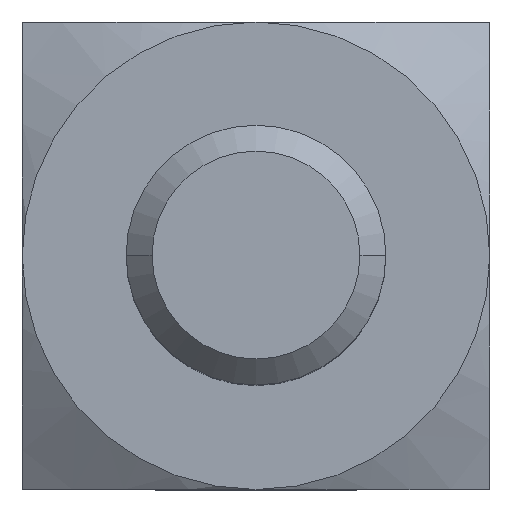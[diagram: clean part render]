
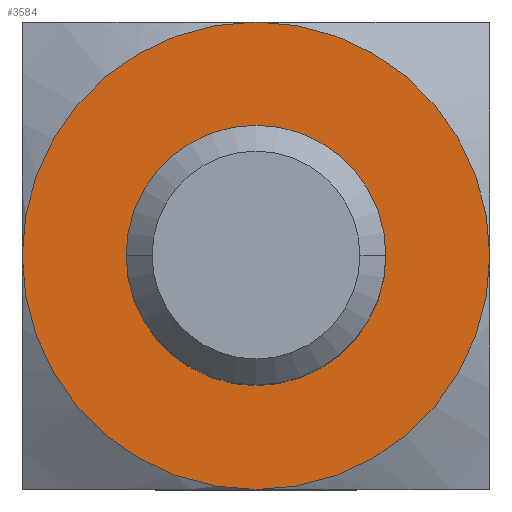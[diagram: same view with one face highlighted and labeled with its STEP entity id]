
A CAD part, top view. The second image highlights one B-rep face of the part: STEP entity #3584.
In plain terms, the highlighted planar face has unit normal (0, 0, 1).
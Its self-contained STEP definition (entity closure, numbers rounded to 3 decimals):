
#183 = CARTESIAN_POINT ( 'NONE',  ( 0., 0., 4.5 ) ) ;
#184 = DIRECTION ( 'NONE',  ( 0., 0., 1. ) ) ;
#185 = DIRECTION ( 'NONE',  ( -1., 0., 0. ) ) ;
#276 = EDGE_LOOP ( 'NONE', ( #3426, #3462, #3424, #3445 ) ) ;
#418 = CARTESIAN_POINT ( 'NONE',  ( 0., 0., 4.5 ) ) ;
#419 = DIRECTION ( 'NONE',  ( 0., 0., 1. ) ) ;
#420 = DIRECTION ( 'NONE',  ( -1., 0., 0. ) ) ;
#423 = CARTESIAN_POINT ( 'NONE',  ( 0., 0., 4.5 ) ) ;
#424 = DIRECTION ( 'NONE',  ( 0., 0., 1. ) ) ;
#425 = DIRECTION ( 'NONE',  ( 1., 0., 0. ) ) ;
#428 = CARTESIAN_POINT ( 'NONE',  ( 0., 0., 4.5 ) ) ;
#429 = DIRECTION ( 'NONE',  ( 0., 0., -1. ) ) ;
#430 = DIRECTION ( 'NONE',  ( -1., 0., 0. ) ) ;
#487 = VERTEX_POINT ( 'NONE', #3140 ) ;
#489 = VERTEX_POINT ( 'NONE', #3142 ) ;
#528 = VERTEX_POINT ( 'NONE', #3181 ) ;
#531 = VERTEX_POINT ( 'NONE', #3184 ) ;
#532 = VERTEX_POINT ( 'NONE', #3185 ) ;
#534 = VERTEX_POINT ( 'NONE', #3187 ) ;
#798 = CARTESIAN_POINT ( 'NONE',  ( -4.5, 4.5, 4.5 ) ) ;
#802 = FACE_OUTER_BOUND ( 'NONE', #276, .T. ) ;
#803 = FACE_BOUND ( 'NONE', #1838, .T. ) ;
#804 = PLANE ( 'NONE',  #1236 ) ;
#806 = DIRECTION ( 'NONE',  ( 0., 0., -1. ) ) ;
#807 = DIRECTION ( 'NONE',  ( -1., 0., 0. ) ) ;
#1130 = CIRCLE ( 'NONE', #1135, 2.5 ) ;
#1135 = AXIS2_PLACEMENT_3D ( 'NONE', #183, #184, #185 ) ;
#1236 = AXIS2_PLACEMENT_3D ( 'NONE', #798, #806, #807 ) ;
#1838 = EDGE_LOOP ( 'NONE', ( #3444, #3446 ) ) ;
#2566 = EDGE_CURVE ( 'NONE', #489, #487, #1130, .T. ) ;
#2764 = CARTESIAN_POINT ( 'NONE',  ( 0., 0., 4.5 ) ) ;
#2765 = DIRECTION ( 'NONE',  ( 0., 0., -1. ) ) ;
#2766 = DIRECTION ( 'NONE',  ( -1., 0., 0. ) ) ;
#2788 = CARTESIAN_POINT ( 'NONE',  ( 0., 0., 4.5 ) ) ;
#2789 = DIRECTION ( 'NONE',  ( 0., 0., -1. ) ) ;
#2790 = DIRECTION ( 'NONE',  ( -1., 0., 0. ) ) ;
#3019 = CIRCLE ( 'NONE', #3042, 4.5 ) ;
#3035 = CIRCLE ( 'NONE', #3037, 2.5 ) ;
#3037 = AXIS2_PLACEMENT_3D ( 'NONE', #418, #419, #420 ) ;
#3038 = CIRCLE ( 'NONE', #3040, 4.5 ) ;
#3040 = AXIS2_PLACEMENT_3D ( 'NONE', #423, #424, #425 ) ;
#3042 = AXIS2_PLACEMENT_3D ( 'NONE', #428, #429, #430 ) ;
#3048 = CIRCLE ( 'NONE', #3051, 4.5 ) ;
#3051 = AXIS2_PLACEMENT_3D ( 'NONE', #2764, #2765, #2766 ) ;
#3056 = CIRCLE ( 'NONE', #3057, 4.5 ) ;
#3057 = AXIS2_PLACEMENT_3D ( 'NONE', #2788, #2789, #2790 ) ;
#3140 = CARTESIAN_POINT ( 'NONE',  ( -2.5, 0., 4.5 ) ) ;
#3142 = CARTESIAN_POINT ( 'NONE',  ( 2.5, 0., 4.5 ) ) ;
#3181 = CARTESIAN_POINT ( 'NONE',  ( -4.5, 0., 4.5 ) ) ;
#3184 = CARTESIAN_POINT ( 'NONE',  ( 0., -4.5, 4.5 ) ) ;
#3185 = CARTESIAN_POINT ( 'NONE',  ( 0., 4.5, 4.5 ) ) ;
#3187 = CARTESIAN_POINT ( 'NONE',  ( 4.5, 0., 4.5 ) ) ;
#3424 = ORIENTED_EDGE ( 'NONE', *, *, #3635, .F. ) ;
#3426 = ORIENTED_EDGE ( 'NONE', *, *, #3628, .F. ) ;
#3444 = ORIENTED_EDGE ( 'NONE', *, *, #3612, .F. ) ;
#3445 = ORIENTED_EDGE ( 'NONE', *, *, #3614, .T. ) ;
#3446 = ORIENTED_EDGE ( 'NONE', *, *, #2566, .F. ) ;
#3462 = ORIENTED_EDGE ( 'NONE', *, *, #3615, .F. ) ;
#3584 = ADVANCED_FACE ( 'NONE', ( #802, #803 ), #804, .F. ) ;
#3612 = EDGE_CURVE ( 'NONE', #487, #489, #3035, .T. ) ;
#3614 = EDGE_CURVE ( 'NONE', #534, #532, #3038, .T. ) ;
#3615 = EDGE_CURVE ( 'NONE', #531, #528, #3019, .T. ) ;
#3628 = EDGE_CURVE ( 'NONE', #528, #532, #3048, .T. ) ;
#3635 = EDGE_CURVE ( 'NONE', #534, #531, #3056, .T. ) ;
